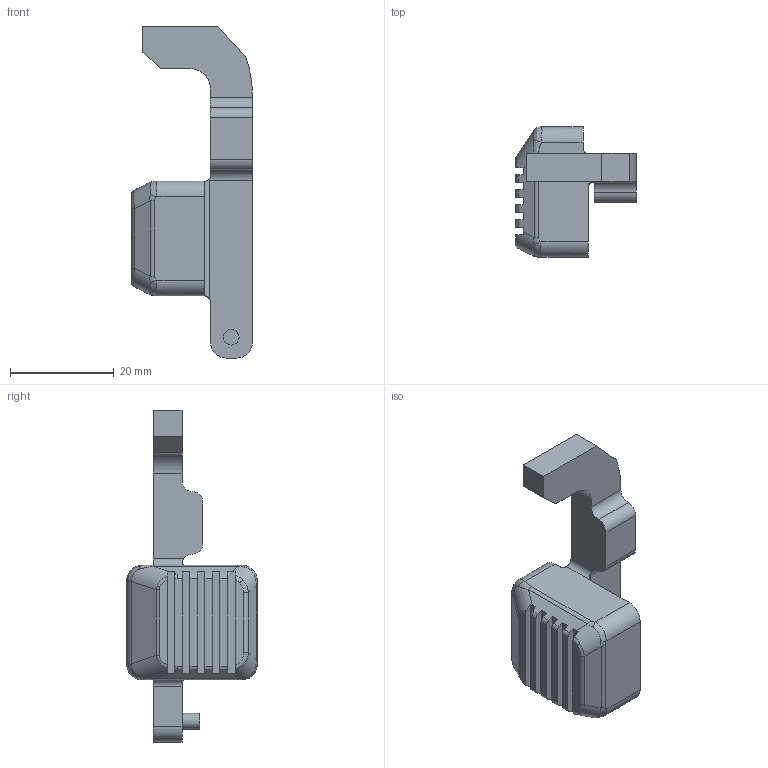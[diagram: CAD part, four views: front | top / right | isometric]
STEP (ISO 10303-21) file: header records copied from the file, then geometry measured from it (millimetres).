
FILE_DESCRIPTION(('HOOPS Exchange Step'),'2;1');
FILE_NAME('temp_export','2026-02-08T07:32:55-06:00',('mobile'),('Shapr3D Limited'),'HOOPS Exchange 2025.9','Shapr3D','Authorized');
FILE_SCHEMA( ('AP242_MANAGED_MODEL_BASED_3D_ENGINEERING_MIM_LF {1 0 10303 442 1 1 4}') );
Length unit declared in the file: millimetre
Products named in the file (3): Lower; Back; root
Assembly tree (2 placements, depth 3):
  root
    Back
      Lower
Bounding box: 23.29 x 25.16 x 63.92 mm (x, y, z)
Volume: 10471.5 mm3; surface area: 4509.9 mm2
Topology: 1 solids, 1 shells, 105 faces, 279 edges, 178 vertices
Faces by surface type: plane 47, cylinder 38, bspline 20
Full cylindrical faces by diameter (mm): 3 x1, 8 x1
Entity records: 6601 total; most frequent: CARTESIAN_POINT 4079, ORIENTED_EDGE 558, DIRECTION 444, EDGE_CURVE 279, VERTEX_POINT 178, VECTOR 150, LINE 150, AXIS2_PLACEMENT_3D 147
